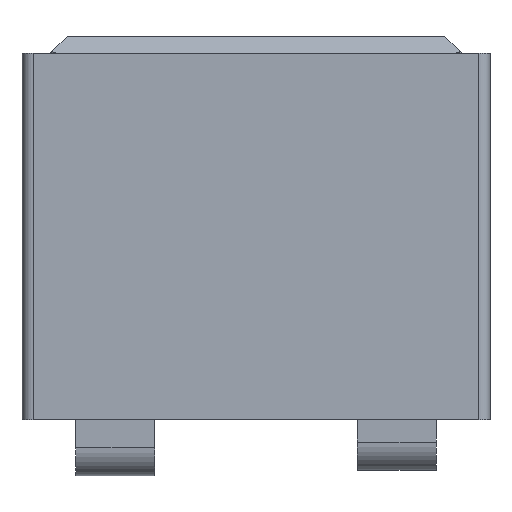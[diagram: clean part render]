
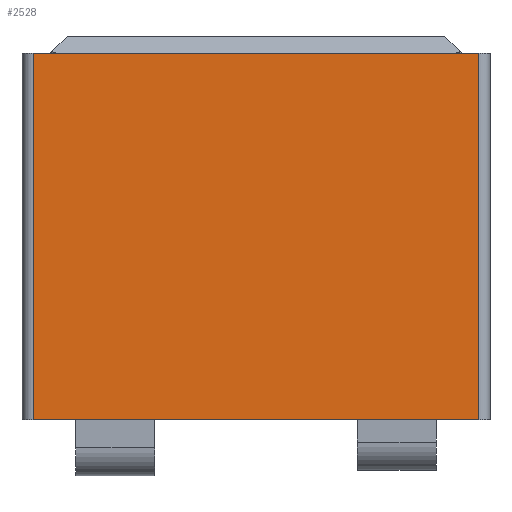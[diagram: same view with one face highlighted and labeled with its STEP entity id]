
A CAD part, left-side view. The second image highlights one B-rep face of the part: STEP entity #2528.
In plain terms, the highlighted planar face has unit normal (-1, 0, 0).
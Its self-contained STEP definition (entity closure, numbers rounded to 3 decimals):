
#76=LINE('',#3575,#195);
#77=LINE('',#3578,#196);
#78=LINE('',#3580,#197);
#79=LINE('',#3582,#198);
#195=VECTOR('',#2798,1000.);
#196=VECTOR('',#2799,1000.);
#197=VECTOR('',#2800,1000.);
#198=VECTOR('',#2801,1000.);
#402=ORIENTED_EDGE('',*,*,#950,.T.);
#403=ORIENTED_EDGE('',*,*,#951,.F.);
#404=ORIENTED_EDGE('',*,*,#952,.T.);
#405=ORIENTED_EDGE('',*,*,#953,.F.);
#950=EDGE_CURVE('',#1223,#1224,#76,.F.);
#951=EDGE_CURVE('',#1225,#1224,#77,.T.);
#952=EDGE_CURVE('',#1225,#1226,#78,.T.);
#953=EDGE_CURVE('',#1223,#1226,#79,.T.);
#1223=VERTEX_POINT('',#3576);
#1224=VERTEX_POINT('',#3577);
#1225=VERTEX_POINT('',#3579);
#1226=VERTEX_POINT('',#3581);
#1464=EDGE_LOOP('',(#402,#403,#404,#405));
#1585=FACE_BOUND('',#1464,.T.);
#1698=PLANE('',#2645);
#2528=ADVANCED_FACE('',(#1585),#1698,.T.);
#2645=AXIS2_PLACEMENT_3D('',#3574,#2796,#2797);
#2796=DIRECTION('',(-1.,0.,0.));
#2797=DIRECTION('',(0.,-1.,0.));
#2798=DIRECTION('',(0.,0.,-1.));
#2799=DIRECTION('',(0.,-1.,0.));
#2800=DIRECTION('',(0.,0.,-1.));
#2801=DIRECTION('',(0.,1.,0.));
#3574=CARTESIAN_POINT('',(-4.4,-4.15,6.8));
#3575=CARTESIAN_POINT('',(-4.4,-3.95,6.8));
#3576=CARTESIAN_POINT('',(-4.4,-3.95,0.));
#3577=CARTESIAN_POINT('',(-4.4,-3.95,6.5));
#3578=CARTESIAN_POINT('',(-4.4,4.15,6.5));
#3579=CARTESIAN_POINT('',(-4.4,3.95,6.5));
#3580=CARTESIAN_POINT('',(-4.4,3.95,6.8));
#3581=CARTESIAN_POINT('',(-4.4,3.95,0.));
#3582=CARTESIAN_POINT('',(-4.4,-4.15,0.));
